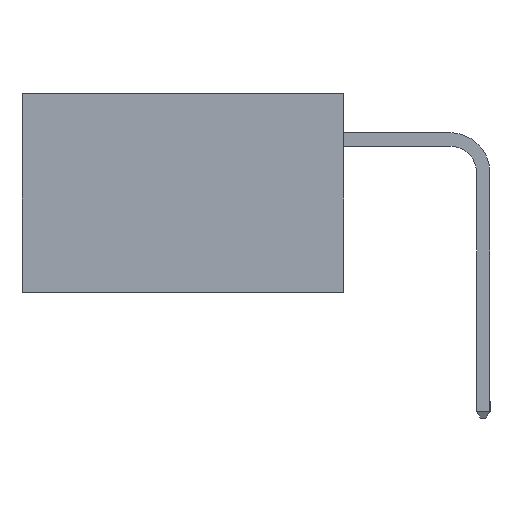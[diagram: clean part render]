
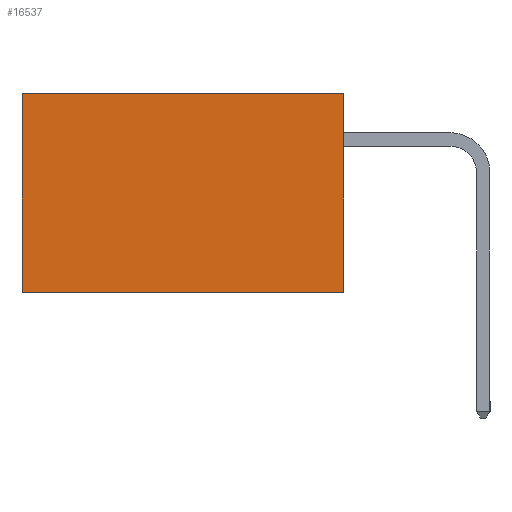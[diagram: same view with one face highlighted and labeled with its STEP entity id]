
A CAD part, left-side view. The second image highlights one B-rep face of the part: STEP entity #16537.
In plain terms, the highlighted planar face has unit normal (-1, 0, 0).
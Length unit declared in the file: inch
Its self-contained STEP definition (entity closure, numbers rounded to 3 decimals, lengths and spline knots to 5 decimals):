
#464 = PLANE ( 'NONE',  #4376 ) ;
#824 = EDGE_CURVE ( 'NONE', #11093, #11645, #14982, .T. ) ;
#991 = CARTESIAN_POINT ( 'NONE',  ( 0.2615, 0., -0.37 ) ) ;
#1121 = CARTESIAN_POINT ( 'NONE',  ( 0.2615, 0., 0. ) ) ;
#2069 = DIRECTION ( 'NONE',  ( 0., 0., -1. ) ) ;
#2155 = ORIENTED_EDGE ( 'NONE', *, *, #824, .F. ) ;
#2613 = LINE ( 'NONE', #16654, #3626 ) ;
#3198 = DIRECTION ( 'NONE',  ( 0., 1., 0. ) ) ;
#3626 = VECTOR ( 'NONE', #10717, 39.37008 ) ;
#4376 = AXIS2_PLACEMENT_3D ( 'NONE', #12563, #11116, #2069 ) ;
#4658 = EDGE_CURVE ( 'NONE', #12574, #11645, #5667, .T. ) ;
#5667 = LINE ( 'NONE', #13703, #9631 ) ;
#5897 = VECTOR ( 'NONE', #14600, 39.37008 ) ;
#6002 = EDGE_LOOP ( 'NONE', ( #7388, #2155, #18934, #7666 ) ) ;
#7081 = VECTOR ( 'NONE', #3198, 39.37008 ) ;
#7388 = ORIENTED_EDGE ( 'NONE', *, *, #4658, .T. ) ;
#7666 = ORIENTED_EDGE ( 'NONE', *, *, #11581, .T. ) ;
#8753 = VERTEX_POINT ( 'NONE', #1121 ) ;
#9631 = VECTOR ( 'NONE', #13873, 39.37008 ) ;
#9871 = LINE ( 'NONE', #991, #5897 ) ;
#10717 = DIRECTION ( 'NONE',  ( 0., 1., 0. ) ) ;
#11093 = VERTEX_POINT ( 'NONE', #18310 ) ;
#11116 = DIRECTION ( 'NONE',  ( 1., 0., 0. ) ) ;
#11581 = EDGE_CURVE ( 'NONE', #8753, #12574, #2613, .T. ) ;
#11645 = VERTEX_POINT ( 'NONE', #18082 ) ;
#12563 = CARTESIAN_POINT ( 'NONE',  ( 0.2615, 0., -0.37 ) ) ;
#12574 = VERTEX_POINT ( 'NONE', #18647 ) ;
#13333 = EDGE_CURVE ( 'NONE', #8753, #11093, #9871, .T. ) ;
#13703 = CARTESIAN_POINT ( 'NONE',  ( 0.2615, 0.6, -0.37 ) ) ;
#13873 = DIRECTION ( 'NONE',  ( 0., 0., -1. ) ) ;
#14013 = CARTESIAN_POINT ( 'NONE',  ( 0.2615, 0., -0.37 ) ) ;
#14600 = DIRECTION ( 'NONE',  ( 0., 0., -1. ) ) ;
#14982 = LINE ( 'NONE', #14013, #7081 ) ;
#16537 = ADVANCED_FACE ( 'NONE', ( #17088 ), #464, .F. ) ;
#16654 = CARTESIAN_POINT ( 'NONE',  ( 0.2615, 0., 0. ) ) ;
#17088 = FACE_OUTER_BOUND ( 'NONE', #6002, .T. ) ;
#18082 = CARTESIAN_POINT ( 'NONE',  ( 0.2615, 0.6, -0.37 ) ) ;
#18310 = CARTESIAN_POINT ( 'NONE',  ( 0.2615, 0., -0.37 ) ) ;
#18647 = CARTESIAN_POINT ( 'NONE',  ( 0.2615, 0.6, 0. ) ) ;
#18934 = ORIENTED_EDGE ( 'NONE', *, *, #13333, .F. ) ;
